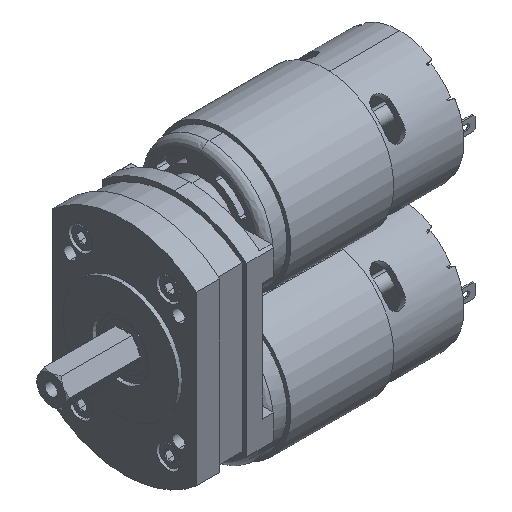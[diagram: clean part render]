
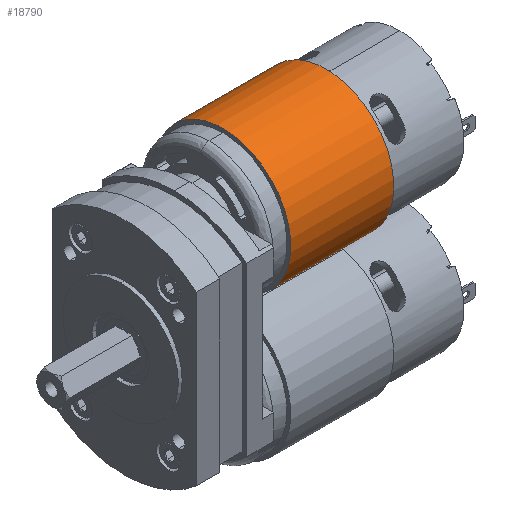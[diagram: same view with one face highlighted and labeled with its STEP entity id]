
A CAD part, isometric view. The second image highlights one B-rep face of the part: STEP entity #18790.
In plain terms, the highlighted cylindrical face has radius 22.416 mm (diameter 44.831 mm), a partial arc.
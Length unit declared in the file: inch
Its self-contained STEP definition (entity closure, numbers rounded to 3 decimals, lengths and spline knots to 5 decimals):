
#2929 = CARTESIAN_POINT ( 'NONE',  ( 0.27953, 0.22866, 0.85236 ) ) ;
#3176 = DIRECTION ( 'NONE',  ( -1., 0., 0. ) ) ;
#3490 = VERTEX_POINT ( 'NONE', #12416 ) ;
#6403 = EDGE_LOOP ( 'NONE', ( #41308, #41963, #47402, #52785 ) ) ;
#8152 = VERTEX_POINT ( 'NONE', #32041 ) ;
#8268 = DIRECTION ( 'NONE',  ( 0., 0., -1. ) ) ;
#8467 = DIRECTION ( 'NONE',  ( -1., 0., 0. ) ) ;
#10117 = CARTESIAN_POINT ( 'NONE',  ( 2.96063, -0.22866, 0.85236 ) ) ;
#10619 = DIRECTION ( 'NONE',  ( 0., 0., 1. ) ) ;
#10630 = DIRECTION ( 'NONE',  ( -1., 0., 0. ) ) ;
#11001 = CARTESIAN_POINT ( 'NONE',  ( 0.27953, 0., 0. ) ) ;
#11277 = DIRECTION ( 'NONE',  ( -1., 0., 0. ) ) ;
#11870 = CARTESIAN_POINT ( 'NONE',  ( 2.96063, 0.22866, 0.85236 ) ) ;
#12416 = CARTESIAN_POINT ( 'NONE',  ( 0.27953, -0.22866, 0.85236 ) ) ;
#15270 = EDGE_CURVE ( 'NONE', #15343, #3490, #16791, .T. ) ;
#15273 = EDGE_CURVE ( 'NONE', #46264, #15343, #16736, .T. ) ;
#15281 = EDGE_CURVE ( 'NONE', #46264, #8152, #16782, .T. ) ;
#15286 = EDGE_CURVE ( 'NONE', #8152, #3490, #16407, .T. ) ;
#15343 = VERTEX_POINT ( 'NONE', #2929 ) ;
#16267 = VECTOR ( 'NONE', #3176, 39.37008 ) ;
#16407 = LINE ( 'NONE', #10117, #16267 ) ;
#16571 = VECTOR ( 'NONE', #11277, 39.37008 ) ;
#16736 = LINE ( 'NONE', #11870, #16571 ) ;
#16782 = CIRCLE ( 'NONE', #38773, 0.8825 ) ;
#16791 = CIRCLE ( 'NONE', #38602, 0.8825 ) ;
#18790 = ADVANCED_FACE ( 'NONE', ( #29261 ), #57365, .T. ) ;
#29195 = AXIS2_PLACEMENT_3D ( 'NONE', #37631, #37473, #36893 ) ;
#29261 = FACE_OUTER_BOUND ( 'NONE', #6403, .T. ) ;
#32041 = CARTESIAN_POINT ( 'NONE',  ( 1.61811, -0.22866, 0.85236 ) ) ;
#34382 = CARTESIAN_POINT ( 'NONE',  ( 1.61811, 0.22866, 0.85236 ) ) ;
#35473 = CARTESIAN_POINT ( 'NONE',  ( 1.61811, 0., 0. ) ) ;
#36893 = DIRECTION ( 'NONE',  ( 0., 0., 1. ) ) ;
#37473 = DIRECTION ( 'NONE',  ( -1., 0., 0. ) ) ;
#37631 = CARTESIAN_POINT ( 'NONE',  ( 4.1142, 0., 0. ) ) ;
#38602 = AXIS2_PLACEMENT_3D ( 'NONE', #11001, #10630, #10619 ) ;
#38773 = AXIS2_PLACEMENT_3D ( 'NONE', #35473, #8467, #8268 ) ;
#41308 = ORIENTED_EDGE ( 'NONE', *, *, #15270, .F. ) ;
#41963 = ORIENTED_EDGE ( 'NONE', *, *, #15273, .F. ) ;
#46264 = VERTEX_POINT ( 'NONE', #34382 ) ;
#47402 = ORIENTED_EDGE ( 'NONE', *, *, #15281, .T. ) ;
#52785 = ORIENTED_EDGE ( 'NONE', *, *, #15286, .T. ) ;
#57365 = CYLINDRICAL_SURFACE ( 'NONE', #29195, 0.8825 ) ;
